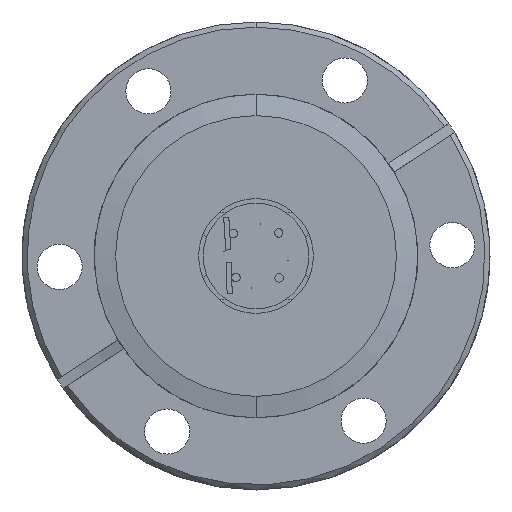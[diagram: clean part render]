
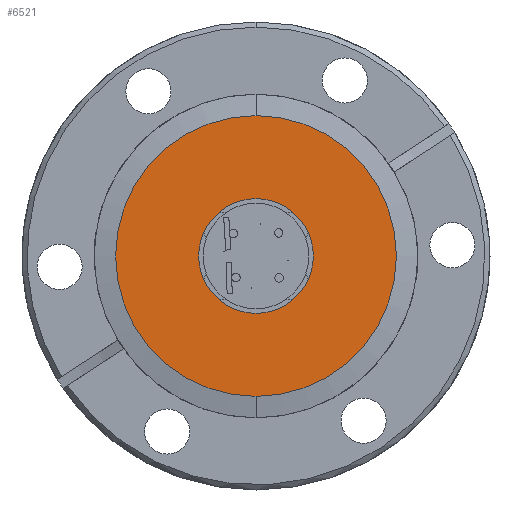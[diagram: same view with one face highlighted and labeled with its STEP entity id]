
A CAD part, front view. The second image highlights one B-rep face of the part: STEP entity #6521.
In plain terms, the highlighted planar face has unit normal (0, -1, 0).
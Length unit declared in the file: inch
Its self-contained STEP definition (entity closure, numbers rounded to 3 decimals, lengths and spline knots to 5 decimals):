
#1798 = DIRECTION ( 'NONE',  ( 0., 0., 1. ) ) ;
#1801 = DIRECTION ( 'NONE',  ( 0., 1., 0. ) ) ;
#1803 = CARTESIAN_POINT ( 'NONE',  ( 0., -0.79, 0. ) ) ;
#1858 = DIRECTION ( 'NONE',  ( 0., 0., -1. ) ) ;
#1860 = CARTESIAN_POINT ( 'NONE',  ( 0., -0.79, 0. ) ) ;
#1866 = DIRECTION ( 'NONE',  ( 0., -1., 0. ) ) ;
#2431 = DIRECTION ( 'NONE',  ( 0., -1., 0. ) ) ;
#2432 = DIRECTION ( 'NONE',  ( 0., 0., -1. ) ) ;
#3272 = FACE_OUTER_BOUND ( 'NONE', #5516, .T. ) ;
#3291 = FACE_BOUND ( 'NONE', #5533, .T. ) ;
#3429 = EDGE_CURVE ( 'NONE', #5668, #5662, #9256, .T. ) ;
#3437 = EDGE_CURVE ( 'NONE', #5638, #9460, #9243, .T. ) ;
#4696 = CARTESIAN_POINT ( 'NONE',  ( 0., -0.79, -0.3375 ) ) ;
#4720 = CARTESIAN_POINT ( 'NONE',  ( 0., -0.79, -0.825 ) ) ;
#4725 = CARTESIAN_POINT ( 'NONE',  ( 0., -0.79, 0.825 ) ) ;
#4739 = CARTESIAN_POINT ( 'NONE',  ( 0., -0.79, 0. ) ) ;
#4963 = CARTESIAN_POINT ( 'NONE',  ( 0., -0.79, 0.3375 ) ) ;
#5516 = EDGE_LOOP ( 'NONE', ( #10742, #10743 ) ) ;
#5533 = EDGE_LOOP ( 'NONE', ( #10740, #10741 ) ) ;
#5638 = VERTEX_POINT ( 'NONE', #4696 ) ;
#5662 = VERTEX_POINT ( 'NONE', #4720 ) ;
#5668 = VERTEX_POINT ( 'NONE', #4725 ) ;
#6419 = EDGE_CURVE ( 'NONE', #9460, #5638, #8458, .T. ) ;
#6421 = EDGE_CURVE ( 'NONE', #5662, #5668, #8456, .T. ) ;
#6521 = ADVANCED_FACE ( 'NONE', ( #3291, #3272 ), #8002, .T. ) ;
#6711 = AXIS2_PLACEMENT_3D ( 'NONE', #7999, #8004, #8005 ) ;
#7451 = AXIS2_PLACEMENT_3D ( 'NONE', #4739, #2431, #2432 ) ;
#7453 = AXIS2_PLACEMENT_3D ( 'NONE', #9706, #9707, #9708 ) ;
#7999 = CARTESIAN_POINT ( 'NONE',  ( 0.69066, -0.79, 0.45123 ) ) ;
#8002 = PLANE ( 'NONE',  #6711 ) ;
#8004 = DIRECTION ( 'NONE',  ( 0., -1., 0. ) ) ;
#8005 = DIRECTION ( 'NONE',  ( 0., 0., -1. ) ) ;
#8456 = CIRCLE ( 'NONE', #7451, 0.825 ) ;
#8458 = CIRCLE ( 'NONE', #7453, 0.3375 ) ;
#9243 = CIRCLE ( 'NONE', #10907, 0.3375 ) ;
#9256 = CIRCLE ( 'NONE', #10911, 0.825 ) ;
#9460 = VERTEX_POINT ( 'NONE', #4963 ) ;
#9706 = CARTESIAN_POINT ( 'NONE',  ( 0., -0.79, 0. ) ) ;
#9707 = DIRECTION ( 'NONE',  ( 0., 1., 0. ) ) ;
#9708 = DIRECTION ( 'NONE',  ( 0., 0., 1. ) ) ;
#10740 = ORIENTED_EDGE ( 'NONE', *, *, #6419, .T. ) ;
#10741 = ORIENTED_EDGE ( 'NONE', *, *, #3437, .T. ) ;
#10742 = ORIENTED_EDGE ( 'NONE', *, *, #6421, .T. ) ;
#10743 = ORIENTED_EDGE ( 'NONE', *, *, #3429, .T. ) ;
#10907 = AXIS2_PLACEMENT_3D ( 'NONE', #1803, #1801, #1798 ) ;
#10911 = AXIS2_PLACEMENT_3D ( 'NONE', #1860, #1866, #1858 ) ;
